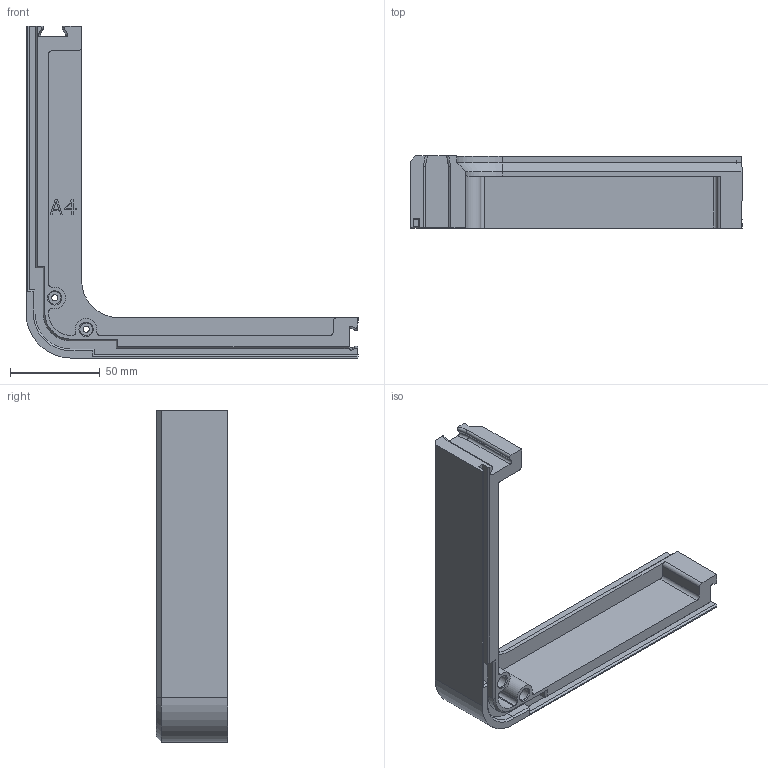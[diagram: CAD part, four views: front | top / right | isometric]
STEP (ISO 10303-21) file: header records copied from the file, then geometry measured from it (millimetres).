
FILE_DESCRIPTION(/* description */ ('STEP AP214'),/* implementation_level */ '2;1');
FILE_NAME(/* name */ 'A4.step',/* time_stamp */ '2025-08-20T08:57:21+05:00',/* author */ (''),/* organization */ (''),/* preprocessor_version */ 'ST-DEVELOPER v20.1',/* originating_system */ 'Autodesk Translation Framework v14.10.0.0',/* authorisation */ '');
FILE_SCHEMA (('AUTOMOTIVE_DESIGN { 1 0 10303 214 3 1 1 }'));
Length unit declared in the file: millimetre
Products named in the file (1): A4
Bounding box: 184.8 x 40 x 184.8 mm (x, y, z)
Volume: 218409.5 mm3; surface area: 52900 mm2
Topology: 1 solids, 1 shells, 135 faces, 375 edges, 248 vertices
Faces by surface type: plane 89, cylinder 38, cone 8
Full cylindrical faces by diameter (mm): 3.5 x2, 6 x2, 7 x2
Entity records: 4676 total; most frequent: CARTESIAN_POINT 1104, ORIENTED_EDGE 750, DIRECTION 715, EDGE_CURVE 375, LINE 295, VECTOR 295, VERTEX_POINT 248, AXIS2_PLACEMENT_3D 210
